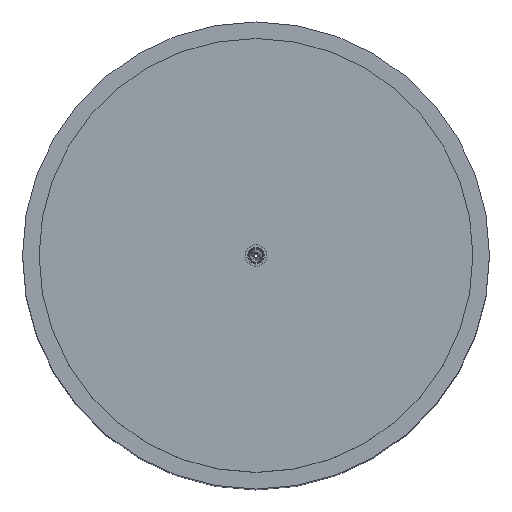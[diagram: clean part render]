
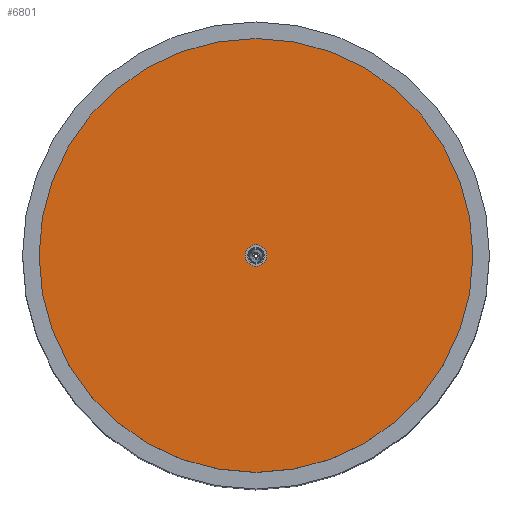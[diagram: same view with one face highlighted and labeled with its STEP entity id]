
A CAD part, top view. The second image highlights one B-rep face of the part: STEP entity #6801.
In plain terms, the highlighted planar face has unit normal (0, 0, 1).
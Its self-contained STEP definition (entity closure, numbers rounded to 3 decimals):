
#6735 = CYLINDRICAL_SURFACE('',#6736,287.971);
#6736 = AXIS2_PLACEMENT_3D('',#6737,#6738,#6739);
#6737 = CARTESIAN_POINT('',(0.,0.,375.));
#6738 = DIRECTION('',(0.,0.,1.));
#6739 = DIRECTION('',(1.,0.,-0.));
#6752 = VERTEX_POINT('',#6753);
#6753 = CARTESIAN_POINT('',(287.971,0.,430.));
#6774 = EDGE_CURVE('',#6752,#6752,#6775,.T.);
#6775 = SURFACE_CURVE('',#6776,(#6781,#6788),.PCURVE_S1.);
#6776 = CIRCLE('',#6777,287.971);
#6777 = AXIS2_PLACEMENT_3D('',#6778,#6779,#6780);
#6778 = CARTESIAN_POINT('',(0.,0.,430.));
#6779 = DIRECTION('',(0.,0.,1.));
#6780 = DIRECTION('',(1.,0.,-0.));
#6781 = PCURVE('',#6735,#6782);
#6782 = DEFINITIONAL_REPRESENTATION('',(#6783),#6787);
#6783 = LINE('',#6784,#6785);
#6784 = CARTESIAN_POINT('',(0.,55.));
#6785 = VECTOR('',#6786,1.);
#6786 = DIRECTION('',(1.,0.));
#6787 = ( GEOMETRIC_REPRESENTATION_CONTEXT(2) 
PARAMETRIC_REPRESENTATION_CONTEXT() REPRESENTATION_CONTEXT('2D SPACE',''
  ) );
#6788 = PCURVE('',#6789,#6794);
#6789 = PLANE('',#6790);
#6790 = AXIS2_PLACEMENT_3D('',#6791,#6792,#6793);
#6791 = CARTESIAN_POINT('',(0.,0.,430.));
#6792 = DIRECTION('',(0.,0.,1.));
#6793 = DIRECTION('',(1.,0.,-0.));
#6794 = DEFINITIONAL_REPRESENTATION('',(#6795),#6799);
#6795 = CIRCLE('',#6796,287.971);
#6796 = AXIS2_PLACEMENT_2D('',#6797,#6798);
#6797 = CARTESIAN_POINT('',(0.,0.));
#6798 = DIRECTION('',(1.,0.));
#6799 = ( GEOMETRIC_REPRESENTATION_CONTEXT(2) 
PARAMETRIC_REPRESENTATION_CONTEXT() REPRESENTATION_CONTEXT('2D SPACE',''
  ) );
#6801 = ADVANCED_FACE('',(#6802,#6805),#6789,.T.);
#6802 = FACE_BOUND('',#6803,.T.);
#6803 = EDGE_LOOP('',(#6804));
#6804 = ORIENTED_EDGE('',*,*,#6774,.T.);
#6805 = FACE_BOUND('',#6806,.T.);
#6806 = EDGE_LOOP('',(#6807));
#6807 = ORIENTED_EDGE('',*,*,#6808,.F.);
#6808 = EDGE_CURVE('',#6809,#6809,#6811,.T.);
#6809 = VERTEX_POINT('',#6810);
#6810 = CARTESIAN_POINT('',(14.399,0.,430.));
#6811 = SURFACE_CURVE('',#6812,(#6817,#6824),.PCURVE_S1.);
#6812 = CIRCLE('',#6813,14.399);
#6813 = AXIS2_PLACEMENT_3D('',#6814,#6815,#6816);
#6814 = CARTESIAN_POINT('',(0.,0.,430.));
#6815 = DIRECTION('',(0.,0.,1.));
#6816 = DIRECTION('',(1.,0.,-0.));
#6817 = PCURVE('',#6789,#6818);
#6818 = DEFINITIONAL_REPRESENTATION('',(#6819),#6823);
#6819 = CIRCLE('',#6820,14.399);
#6820 = AXIS2_PLACEMENT_2D('',#6821,#6822);
#6821 = CARTESIAN_POINT('',(0.,0.));
#6822 = DIRECTION('',(1.,0.));
#6823 = ( GEOMETRIC_REPRESENTATION_CONTEXT(2) 
PARAMETRIC_REPRESENTATION_CONTEXT() REPRESENTATION_CONTEXT('2D SPACE',''
  ) );
#6824 = PCURVE('',#6825,#6830);
#6825 = CYLINDRICAL_SURFACE('',#6826,14.399);
#6826 = AXIS2_PLACEMENT_3D('',#6827,#6828,#6829);
#6827 = CARTESIAN_POINT('',(0.,0.,430.));
#6828 = DIRECTION('',(-0.,-0.,-1.));
#6829 = DIRECTION('',(1.,0.,0.));
#6830 = DEFINITIONAL_REPRESENTATION('',(#6831),#6835);
#6831 = LINE('',#6832,#6833);
#6832 = CARTESIAN_POINT('',(-0.,0.));
#6833 = VECTOR('',#6834,1.);
#6834 = DIRECTION('',(-1.,0.));
#6835 = ( GEOMETRIC_REPRESENTATION_CONTEXT(2) 
PARAMETRIC_REPRESENTATION_CONTEXT() REPRESENTATION_CONTEXT('2D SPACE',''
  ) );
